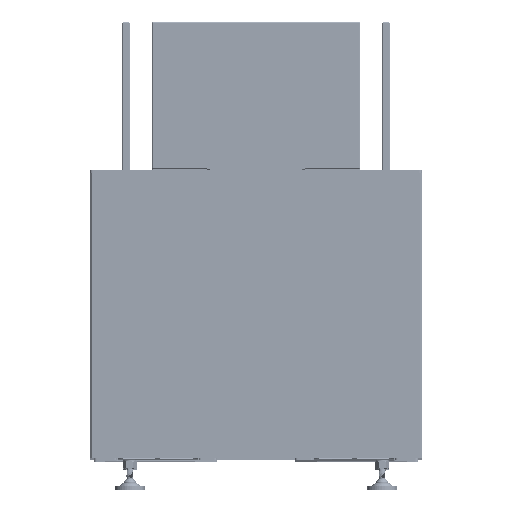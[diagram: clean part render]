
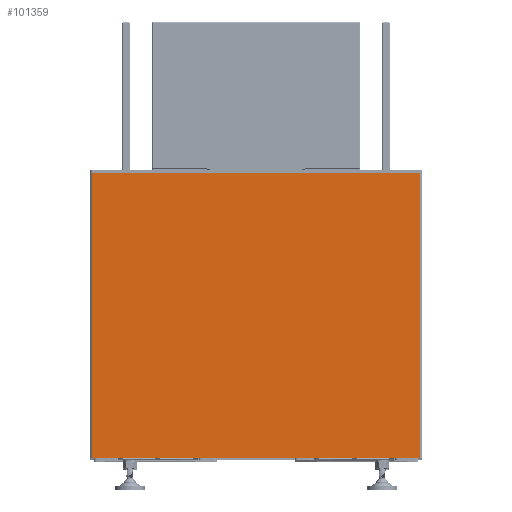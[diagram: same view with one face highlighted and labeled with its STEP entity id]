
A CAD part, top view. The second image highlights one B-rep face of the part: STEP entity #101359.
In plain terms, the highlighted planar face has unit normal (0, 0, 1).
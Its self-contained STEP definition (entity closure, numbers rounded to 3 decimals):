
#248 = CARTESIAN_POINT ( 'NONE',  ( 0., 0., 12. ) ) ;
#3202 = EDGE_CURVE ( 'NONE', #26372, #26385, #86316, .T. ) ;
#5829 = CARTESIAN_POINT ( 'NONE',  ( -173., 150., 12. ) ) ;
#8515 = CARTESIAN_POINT ( 'NONE',  ( 173., 150., 12. ) ) ;
#23070 = DIRECTION ( 'NONE',  ( -1., 0., 0. ) ) ;
#26372 = VERTEX_POINT ( 'NONE', #5829 ) ;
#26385 = VERTEX_POINT ( 'NONE', #38503 ) ;
#27942 = VECTOR ( 'NONE', #126657, 1000. ) ;
#31503 = EDGE_CURVE ( 'NONE', #26385, #74555, #34797, .T. ) ;
#34797 = LINE ( 'NONE', #82164, #61702 ) ;
#38503 = CARTESIAN_POINT ( 'NONE',  ( -173., -150., 12. ) ) ;
#39547 = ORIENTED_EDGE ( 'NONE', *, *, #3202, .T. ) ;
#49169 = ORIENTED_EDGE ( 'NONE', *, *, #31503, .T. ) ;
#50724 = EDGE_CURVE ( 'NONE', #74555, #55639, #150024, .T. ) ;
#55639 = VERTEX_POINT ( 'NONE', #80754 ) ;
#58534 = FACE_OUTER_BOUND ( 'NONE', #113896, .T. ) ;
#59619 = EDGE_CURVE ( 'NONE', #55639, #26372, #82124, .T. ) ;
#61702 = VECTOR ( 'NONE', #151435, 1000. ) ;
#69109 = CARTESIAN_POINT ( 'NONE',  ( -173., -150., 12. ) ) ;
#69650 = ORIENTED_EDGE ( 'NONE', *, *, #59619, .T. ) ;
#74555 = VERTEX_POINT ( 'NONE', #75421 ) ;
#75421 = CARTESIAN_POINT ( 'NONE',  ( 173., -150., 12. ) ) ;
#80754 = CARTESIAN_POINT ( 'NONE',  ( 173., 150., 12. ) ) ;
#81092 = DIRECTION ( 'NONE',  ( 1., 0., 0. ) ) ;
#82124 = LINE ( 'NONE', #129574, #120636 ) ;
#82164 = CARTESIAN_POINT ( 'NONE',  ( -175., -150., 12. ) ) ;
#83392 = DIRECTION ( 'NONE',  ( 0., 0., 1. ) ) ;
#86316 = LINE ( 'NONE', #69109, #88797 ) ;
#86921 = ORIENTED_EDGE ( 'NONE', *, *, #50724, .T. ) ;
#88797 = VECTOR ( 'NONE', #126701, 1000. ) ;
#97288 = AXIS2_PLACEMENT_3D ( 'NONE', #248, #83392, #81092 ) ;
#101359 = ADVANCED_FACE ( 'NONE', ( #58534 ), #153440, .T. ) ;
#113896 = EDGE_LOOP ( 'NONE', ( #49169, #86921, #69650, #39547 ) ) ;
#120636 = VECTOR ( 'NONE', #23070, 1000. ) ;
#126657 = DIRECTION ( 'NONE',  ( 0., 1., 0. ) ) ;
#126701 = DIRECTION ( 'NONE',  ( 0., -1., 0. ) ) ;
#129574 = CARTESIAN_POINT ( 'NONE',  ( -175., 150., 12. ) ) ;
#150024 = LINE ( 'NONE', #8515, #27942 ) ;
#151435 = DIRECTION ( 'NONE',  ( 1., 0., 0. ) ) ;
#153440 = PLANE ( 'NONE',  #97288 ) ;
